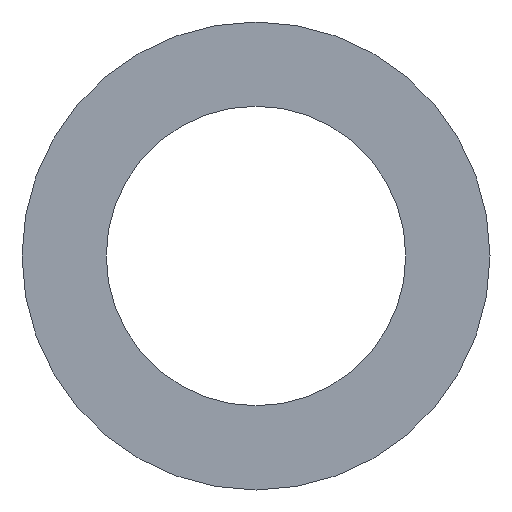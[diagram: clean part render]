
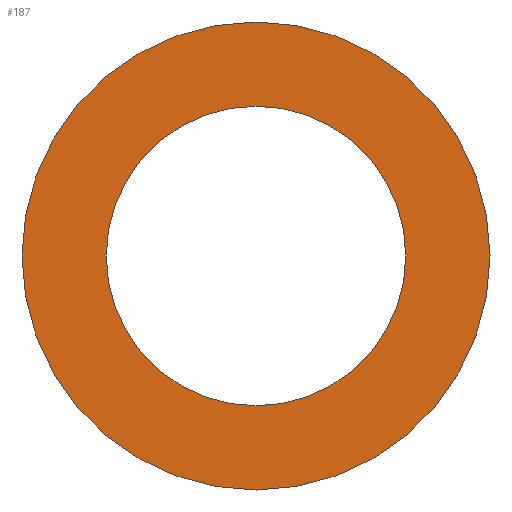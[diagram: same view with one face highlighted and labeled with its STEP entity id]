
A CAD part, front view. The second image highlights one B-rep face of the part: STEP entity #187.
In plain terms, the highlighted planar face has unit normal (0, -1, 0).
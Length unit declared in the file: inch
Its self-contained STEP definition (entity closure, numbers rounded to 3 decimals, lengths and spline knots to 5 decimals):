
#1 = CARTESIAN_POINT ( 'NONE',  ( 0., 0., 0. ) ) ;
#4 = DIRECTION ( 'NONE',  ( 0., 1., 0. ) ) ;
#12 = VERTEX_POINT ( 'NONE', #52 ) ;
#18 = ORIENTED_EDGE ( 'NONE', *, *, #235, .F. ) ;
#19 = DIRECTION ( 'NONE',  ( 0., 0., 1. ) ) ;
#21 = CARTESIAN_POINT ( 'NONE',  ( 0., 0., 0. ) ) ;
#29 = CIRCLE ( 'NONE', #168, 0.5 ) ;
#34 = EDGE_LOOP ( 'NONE', ( #18, #49 ) ) ;
#35 = CIRCLE ( 'NONE', #67, 0.5 ) ;
#39 = FACE_OUTER_BOUND ( 'NONE', #34, .T. ) ;
#40 = CARTESIAN_POINT ( 'NONE',  ( 0., 0., 0. ) ) ;
#49 = ORIENTED_EDGE ( 'NONE', *, *, #63, .F. ) ;
#51 = ORIENTED_EDGE ( 'NONE', *, *, #145, .T. ) ;
#52 = CARTESIAN_POINT ( 'NONE',  ( 0., 0., 0.5 ) ) ;
#63 = EDGE_CURVE ( 'NONE', #12, #70, #35, .T. ) ;
#67 = AXIS2_PLACEMENT_3D ( 'NONE', #152, #115, #19 ) ;
#68 = EDGE_LOOP ( 'NONE', ( #51, #91 ) ) ;
#70 = VERTEX_POINT ( 'NONE', #209 ) ;
#74 = FACE_BOUND ( 'NONE', #68, .T. ) ;
#75 = CARTESIAN_POINT ( 'NONE',  ( 0., 0., 0. ) ) ;
#76 = AXIS2_PLACEMENT_3D ( 'NONE', #40, #95, #196 ) ;
#78 = DIRECTION ( 'NONE',  ( 0., 1., 0. ) ) ;
#91 = ORIENTED_EDGE ( 'NONE', *, *, #240, .T. ) ;
#95 = DIRECTION ( 'NONE',  ( 0., 1., 0. ) ) ;
#98 = CIRCLE ( 'NONE', #166, 0.32 ) ;
#102 = VERTEX_POINT ( 'NONE', #133 ) ;
#107 = VERTEX_POINT ( 'NONE', #130 ) ;
#112 = DIRECTION ( 'NONE',  ( 0., 0., 1. ) ) ;
#115 = DIRECTION ( 'NONE',  ( 0., 1., 0. ) ) ;
#122 = AXIS2_PLACEMENT_3D ( 'NONE', #75, #78, #112 ) ;
#130 = CARTESIAN_POINT ( 'NONE',  ( 0., 0., -0.32 ) ) ;
#133 = CARTESIAN_POINT ( 'NONE',  ( 0., 0., 0.32 ) ) ;
#145 = EDGE_CURVE ( 'NONE', #107, #102, #98, .T. ) ;
#152 = CARTESIAN_POINT ( 'NONE',  ( 0., 0., 0. ) ) ;
#156 = DIRECTION ( 'NONE',  ( 0., 0., 1. ) ) ;
#166 = AXIS2_PLACEMENT_3D ( 'NONE', #21, #177, #178 ) ;
#168 = AXIS2_PLACEMENT_3D ( 'NONE', #1, #4, #156 ) ;
#177 = DIRECTION ( 'NONE',  ( 0., 1., 0. ) ) ;
#178 = DIRECTION ( 'NONE',  ( 0., 0., 1. ) ) ;
#187 = ADVANCED_FACE ( 'NONE', ( #39, #74 ), #232, .F. ) ;
#196 = DIRECTION ( 'NONE',  ( 0., 0., 1. ) ) ;
#209 = CARTESIAN_POINT ( 'NONE',  ( 0., 0., -0.5 ) ) ;
#232 = PLANE ( 'NONE',  #76 ) ;
#233 = CIRCLE ( 'NONE', #122, 0.32 ) ;
#235 = EDGE_CURVE ( 'NONE', #70, #12, #29, .T. ) ;
#240 = EDGE_CURVE ( 'NONE', #102, #107, #233, .T. ) ;
